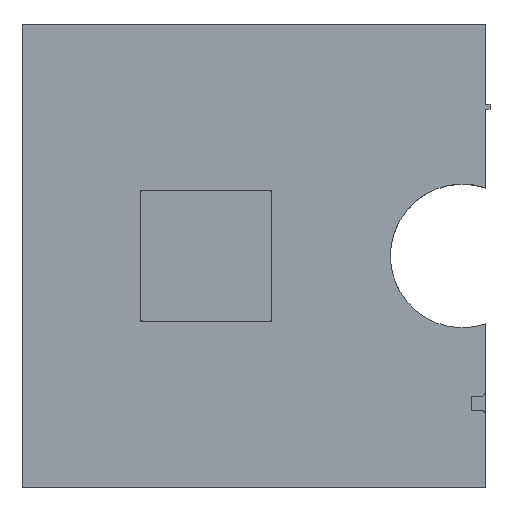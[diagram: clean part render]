
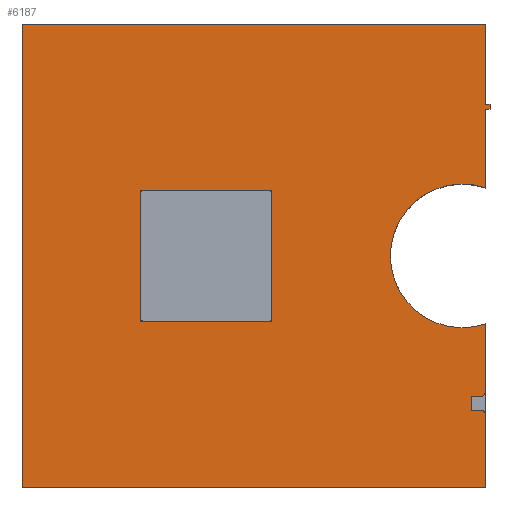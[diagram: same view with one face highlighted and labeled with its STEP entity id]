
A CAD part, top view. The second image highlights one B-rep face of the part: STEP entity #6187.
In plain terms, the highlighted planar face has unit normal (0, 0, 1).
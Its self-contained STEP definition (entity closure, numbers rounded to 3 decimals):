
#166=FACE_BOUND('',#1240,.T.);
#340=CIRCLE('',#6681,1.);
#349=CIRCLE('',#6693,1.);
#355=CIRCLE('',#6719,15.5);
#853=FACE_OUTER_BOUND('',#1239,.T.);
#1239=EDGE_LOOP('',(#5612,#5613,#5614,#5615,#5616,#5617,#5618,#5619,#5620,
#5621,#5622,#5623,#5624,#5625,#5626,#5627));
#1240=EDGE_LOOP('',(#5628,#5629,#5630,#5631));
#1660=LINE('',#9936,#2265);
#1691=LINE('',#10017,#2296);
#1694=LINE('',#10022,#2299);
#1695=LINE('',#10025,#2300);
#1697=LINE('',#10028,#2302);
#1711=LINE('',#10056,#2316);
#1713=LINE('',#10061,#2318);
#1715=LINE('',#10064,#2320);
#1716=LINE('',#10067,#2321);
#1719=LINE('',#10072,#2324);
#1797=LINE('',#10430,#2402);
#1802=LINE('',#10439,#2407);
#1807=LINE('',#10448,#2412);
#1814=LINE('',#10461,#2419);
#1836=LINE('',#10504,#2441);
#1844=LINE('',#10522,#2449);
#1846=LINE('',#10525,#2451);
#2265=VECTOR('',#8180,10.);
#2296=VECTOR('',#8235,10.);
#2299=VECTOR('',#8240,10.);
#2300=VECTOR('',#8243,10.);
#2302=VECTOR('',#8247,10.);
#2316=VECTOR('',#8273,10.);
#2318=VECTOR('',#8277,10.);
#2320=VECTOR('',#8281,10.);
#2321=VECTOR('',#8284,10.);
#2324=VECTOR('',#8289,10.);
#2402=VECTOR('',#8543,10.);
#2407=VECTOR('',#8552,10.);
#2412=VECTOR('',#8561,10.);
#2419=VECTOR('',#8574,10.);
#2441=VECTOR('',#8612,10.);
#2449=VECTOR('',#8632,10.);
#2451=VECTOR('',#8636,10.);
#2847=VERTEX_POINT('',#9926);
#2848=VERTEX_POINT('',#9928);
#2850=VERTEX_POINT('',#9934);
#2886=VERTEX_POINT('',#10010);
#2887=VERTEX_POINT('',#10011);
#2888=VERTEX_POINT('',#10016);
#2889=VERTEX_POINT('',#10020);
#2890=VERTEX_POINT('',#10024);
#2897=VERTEX_POINT('',#10052);
#2898=VERTEX_POINT('',#10054);
#2899=VERTEX_POINT('',#10058);
#2900=VERTEX_POINT('',#10060);
#2901=VERTEX_POINT('',#10066);
#2902=VERTEX_POINT('',#10070);
#2989=VERTEX_POINT('',#10427);
#2990=VERTEX_POINT('',#10429);
#2992=VERTEX_POINT('',#10438);
#2994=VERTEX_POINT('',#10447);
#3010=VERTEX_POINT('',#10502);
#3014=VERTEX_POINT('',#10521);
#3634=EDGE_CURVE('',#2847,#2848,#340,.T.);
#3638=EDGE_CURVE('',#2847,#2850,#1660,.T.);
#3675=EDGE_CURVE('',#2886,#2887,#349,.T.);
#3678=EDGE_CURVE('',#2888,#2887,#1691,.T.);
#3681=EDGE_CURVE('',#2886,#2889,#1694,.T.);
#3682=EDGE_CURVE('',#2890,#2848,#1695,.T.);
#3684=EDGE_CURVE('',#2889,#2890,#1697,.T.);
#3698=EDGE_CURVE('',#2897,#2898,#1711,.T.);
#3700=EDGE_CURVE('',#2899,#2900,#1713,.T.);
#3702=EDGE_CURVE('',#2900,#2898,#1715,.T.);
#3703=EDGE_CURVE('',#2901,#2897,#1716,.T.);
#3706=EDGE_CURVE('',#2899,#2902,#1719,.T.);
#3726=EDGE_CURVE('',#2850,#2901,#355,.T.);
#3838=EDGE_CURVE('',#2990,#2989,#1797,.T.);
#3843=EDGE_CURVE('',#2992,#2990,#1802,.T.);
#3848=EDGE_CURVE('',#2994,#2992,#1807,.T.);
#3856=EDGE_CURVE('',#2989,#2994,#1814,.T.);
#3878=EDGE_CURVE('',#2902,#3010,#1836,.T.);
#3886=EDGE_CURVE('',#3014,#2888,#1844,.T.);
#3888=EDGE_CURVE('',#3010,#3014,#1846,.T.);
#5612=ORIENTED_EDGE('',*,*,#3634,.F.);
#5613=ORIENTED_EDGE('',*,*,#3638,.T.);
#5614=ORIENTED_EDGE('',*,*,#3726,.T.);
#5615=ORIENTED_EDGE('',*,*,#3703,.T.);
#5616=ORIENTED_EDGE('',*,*,#3698,.T.);
#5617=ORIENTED_EDGE('',*,*,#3702,.F.);
#5618=ORIENTED_EDGE('',*,*,#3700,.F.);
#5619=ORIENTED_EDGE('',*,*,#3706,.T.);
#5620=ORIENTED_EDGE('',*,*,#3878,.T.);
#5621=ORIENTED_EDGE('',*,*,#3888,.T.);
#5622=ORIENTED_EDGE('',*,*,#3886,.T.);
#5623=ORIENTED_EDGE('',*,*,#3678,.T.);
#5624=ORIENTED_EDGE('',*,*,#3675,.F.);
#5625=ORIENTED_EDGE('',*,*,#3681,.T.);
#5626=ORIENTED_EDGE('',*,*,#3684,.T.);
#5627=ORIENTED_EDGE('',*,*,#3682,.T.);
#5628=ORIENTED_EDGE('',*,*,#3843,.T.);
#5629=ORIENTED_EDGE('',*,*,#3838,.T.);
#5630=ORIENTED_EDGE('',*,*,#3856,.T.);
#5631=ORIENTED_EDGE('',*,*,#3848,.T.);
#5840=PLANE('',#6818);
#6187=ADVANCED_FACE('',(#853,#166),#5840,.T.);
#6681=AXIS2_PLACEMENT_3D('',#9929,#8173,#8174);
#6693=AXIS2_PLACEMENT_3D('',#10012,#8229,#8230);
#6719=AXIS2_PLACEMENT_3D('',#10157,#8320,#8321);
#6818=AXIS2_PLACEMENT_3D('',#10526,#8637,#8638);
#8173=DIRECTION('center_axis',(0.,0.,-1.));
#8174=DIRECTION('ref_axis',(0.707,-0.707,0.));
#8180=DIRECTION('',(0.,1.,0.));
#8229=DIRECTION('center_axis',(0.,0.,-1.));
#8230=DIRECTION('ref_axis',(0.707,0.707,0.));
#8235=DIRECTION('',(0.,1.,0.));
#8240=DIRECTION('',(-1.,0.,0.));
#8243=DIRECTION('',(1.,0.,0.));
#8247=DIRECTION('',(0.,1.,0.));
#8273=DIRECTION('',(1.,0.,0.));
#8277=DIRECTION('',(1.,0.,0.));
#8281=DIRECTION('',(0.,-1.,0.));
#8284=DIRECTION('',(0.,1.,0.));
#8289=DIRECTION('',(0.,1.,0.));
#8320=DIRECTION('center_axis',(0.,0.,-1.));
#8321=DIRECTION('ref_axis',(1.,0.,0.));
#8543=DIRECTION('',(1.,0.,0.));
#8552=DIRECTION('',(0.,1.,0.));
#8561=DIRECTION('',(-1.,0.,0.));
#8574=DIRECTION('',(0.,-1.,0.));
#8612=DIRECTION('',(-1.,0.,0.));
#8632=DIRECTION('',(1.,0.,0.));
#8636=DIRECTION('',(0.,-1.,0.));
#8637=DIRECTION('center_axis',(0.,0.,1.));
#8638=DIRECTION('ref_axis',(1.,0.,0.));
#9926=CARTESIAN_POINT('',(100.,20.7,25.));
#9928=CARTESIAN_POINT('',(99.,19.7,25.));
#9929=CARTESIAN_POINT('Origin',(99.,20.7,25.));
#9934=CARTESIAN_POINT('',(100.,35.329,25.));
#9936=CARTESIAN_POINT('',(100.,0.,25.));
#10010=CARTESIAN_POINT('',(99.,16.7,25.));
#10011=CARTESIAN_POINT('',(100.,15.7,25.));
#10012=CARTESIAN_POINT('Origin',(99.,15.7,25.));
#10016=CARTESIAN_POINT('',(100.,0.,25.));
#10017=CARTESIAN_POINT('',(100.,0.,25.));
#10020=CARTESIAN_POINT('',(97.,16.7,25.));
#10022=CARTESIAN_POINT('',(77.625,16.7,25.));
#10024=CARTESIAN_POINT('',(97.,19.7,25.));
#10025=CARTESIAN_POINT('',(77.625,19.7,25.));
#10028=CARTESIAN_POINT('',(97.,34.1,25.));
#10052=CARTESIAN_POINT('',(100.,81.7,25.));
#10054=CARTESIAN_POINT('',(101.,81.7,25.));
#10056=CARTESIAN_POINT('',(100.,81.7,25.));
#10058=CARTESIAN_POINT('',(100.,82.7,25.));
#10060=CARTESIAN_POINT('',(101.,82.7,25.));
#10061=CARTESIAN_POINT('',(100.,82.7,25.));
#10064=CARTESIAN_POINT('',(101.,81.7,25.));
#10066=CARTESIAN_POINT('',(100.,64.671,25.));
#10067=CARTESIAN_POINT('',(100.,0.,25.));
#10070=CARTESIAN_POINT('',(100.,100.,25.));
#10072=CARTESIAN_POINT('',(100.,0.,25.));
#10157=CARTESIAN_POINT('Origin',(95.,50.,25.));
#10427=CARTESIAN_POINT('',(53.884,64.134,25.));
#10429=CARTESIAN_POINT('',(25.616,64.134,25.));
#10430=CARTESIAN_POINT('',(40.,64.134,25.));
#10438=CARTESIAN_POINT('',(25.616,35.866,25.));
#10439=CARTESIAN_POINT('',(25.616,42.5,25.));
#10447=CARTESIAN_POINT('',(53.884,35.866,25.));
#10448=CARTESIAN_POINT('',(55.,35.866,25.));
#10461=CARTESIAN_POINT('',(53.884,57.5,25.));
#10502=CARTESIAN_POINT('',(0.,100.,25.));
#10504=CARTESIAN_POINT('',(100.,100.,25.));
#10521=CARTESIAN_POINT('',(0.,0.,25.));
#10522=CARTESIAN_POINT('',(0.,0.,25.));
#10525=CARTESIAN_POINT('',(0.,100.,25.));
#10526=CARTESIAN_POINT('Origin',(55.25,50.,25.));
